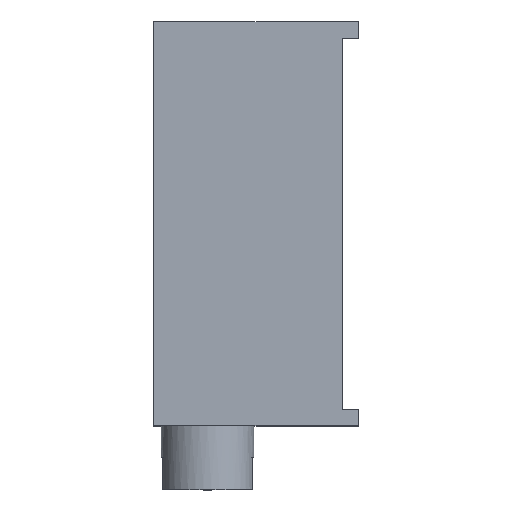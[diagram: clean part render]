
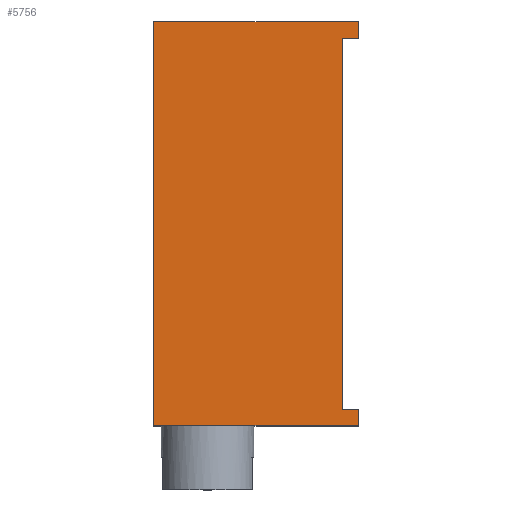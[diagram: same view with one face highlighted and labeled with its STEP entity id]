
A CAD part, top view. The second image highlights one B-rep face of the part: STEP entity #5756.
In plain terms, the highlighted planar face has unit normal (0, 0, 1).
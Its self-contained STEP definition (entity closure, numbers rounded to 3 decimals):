
#594=FACE_OUTER_BOUND('',#919,.T.);
#919=EDGE_LOOP('',(#5226,#5227,#5228,#5229,#5230,#5231,#5232,#5233));
#1111=LINE('',#8838,#1643);
#1411=LINE('',#10565,#1943);
#1415=LINE('',#10573,#1947);
#1420=LINE('',#10584,#1952);
#1424=LINE('',#10592,#1956);
#1429=LINE('',#10601,#1961);
#1455=LINE('',#10650,#1987);
#1456=LINE('',#10652,#1988);
#1643=VECTOR('',#6235,10.);
#1943=VECTOR('',#6729,10.);
#1947=VECTOR('',#6735,10.);
#1952=VECTOR('',#6744,10.);
#1956=VECTOR('',#6750,10.);
#1961=VECTOR('',#6759,10.);
#1987=VECTOR('',#6803,10.);
#1988=VECTOR('',#6806,10.);
#2418=VERTEX_POINT('',#8835);
#2419=VERTEX_POINT('',#8837);
#2710=VERTEX_POINT('',#10563);
#2711=VERTEX_POINT('',#10564);
#2714=VERTEX_POINT('',#10572);
#2717=VERTEX_POINT('',#10582);
#2718=VERTEX_POINT('',#10583);
#2721=VERTEX_POINT('',#10591);
#3092=EDGE_CURVE('',#2419,#2418,#1111,.T.);
#3528=EDGE_CURVE('',#2710,#2711,#1411,.T.);
#3532=EDGE_CURVE('',#2714,#2710,#1415,.T.);
#3537=EDGE_CURVE('',#2717,#2718,#1420,.T.);
#3541=EDGE_CURVE('',#2721,#2717,#1424,.T.);
#3546=EDGE_CURVE('',#2721,#2711,#1429,.T.);
#3572=EDGE_CURVE('',#2418,#2718,#1455,.T.);
#3573=EDGE_CURVE('',#2419,#2714,#1456,.T.);
#5226=ORIENTED_EDGE('',*,*,#3092,.T.);
#5227=ORIENTED_EDGE('',*,*,#3572,.T.);
#5228=ORIENTED_EDGE('',*,*,#3537,.F.);
#5229=ORIENTED_EDGE('',*,*,#3541,.F.);
#5230=ORIENTED_EDGE('',*,*,#3546,.T.);
#5231=ORIENTED_EDGE('',*,*,#3528,.F.);
#5232=ORIENTED_EDGE('',*,*,#3532,.F.);
#5233=ORIENTED_EDGE('',*,*,#3573,.F.);
#5441=PLANE('',#5947);
#5756=ADVANCED_FACE('',(#594),#5441,.T.);
#5947=AXIS2_PLACEMENT_3D('',#10654,#6809,#6810);
#6235=DIRECTION('',(0.,-1.,0.));
#6729=DIRECTION('',(-1.,0.,0.));
#6735=DIRECTION('',(0.,-1.,0.));
#6744=DIRECTION('',(0.,-1.,0.));
#6750=DIRECTION('',(1.,0.,0.));
#6759=DIRECTION('',(0.,1.,0.));
#6803=DIRECTION('',(1.,0.,0.));
#6806=DIRECTION('',(1.,0.,0.));
#6809=DIRECTION('center_axis',(0.,0.,1.));
#6810=DIRECTION('ref_axis',(1.,0.,0.));
#8835=CARTESIAN_POINT('',(-2.415,-4.765,10.03));
#8837=CARTESIAN_POINT('',(-2.415,4.765,10.03));
#8838=CARTESIAN_POINT('',(-2.415,4.765,10.03));
#10563=CARTESIAN_POINT('',(2.415,4.385,10.03));
#10564=CARTESIAN_POINT('',(2.035,4.385,10.03));
#10565=CARTESIAN_POINT('',(2.13,4.385,10.03));
#10572=CARTESIAN_POINT('',(2.415,4.765,10.03));
#10573=CARTESIAN_POINT('',(2.415,2.193,10.03));
#10582=CARTESIAN_POINT('',(2.415,-4.385,10.03));
#10583=CARTESIAN_POINT('',(2.415,-4.765,10.03));
#10584=CARTESIAN_POINT('',(2.415,-2.383,10.03));
#10591=CARTESIAN_POINT('',(2.035,-4.385,10.03));
#10592=CARTESIAN_POINT('',(2.32,-4.385,10.03));
#10601=CARTESIAN_POINT('',(2.035,4.765,10.03));
#10650=CARTESIAN_POINT('',(-2.415,-4.765,10.03));
#10652=CARTESIAN_POINT('',(2.32,4.765,10.03));
#10654=CARTESIAN_POINT('Origin',(-0.19,0.,10.03));
